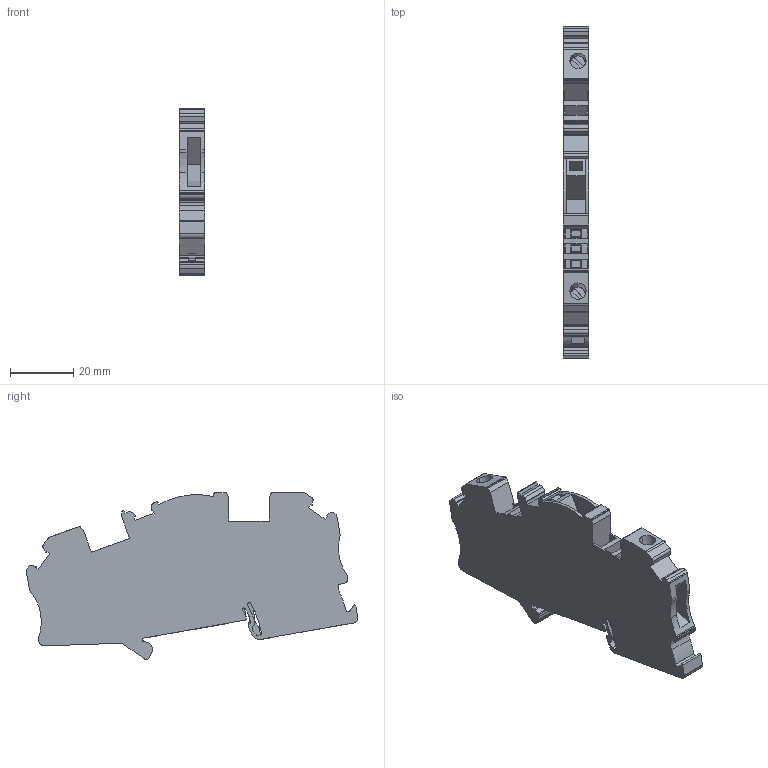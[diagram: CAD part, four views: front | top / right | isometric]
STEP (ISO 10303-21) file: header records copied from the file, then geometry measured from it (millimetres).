
FILE_DESCRIPTION(('STEP AP214'),'1');
FILE_NAME(' ',' ',('TraceParts'),('TraceParts S.A.'),'XStep 1.0',' ',' ');
FILE_SCHEMA(('automotive_design'));
Length unit declared in the file: millimetre
Products named in the file (1): NSYTRV62TTN
Bounding box: 8.15 x 105 x 52.79 mm (x, y, z)
Volume: 26290.5 mm3; surface area: 14072.8 mm2
Topology: 1 solids, 1 shells, 442 faces, 1208 edges, 784 vertices
Faces by surface type: plane 233, cylinder 157, cone 28, torus 24
Entity records: 14163 total; most frequent: CARTESIAN_POINT 2673, DIRECTION 2446, ORIENTED_EDGE 2416, EDGE_CURVE 1208, AXIS2_PLACEMENT_3D 841, VERTEX_POINT 784, LINE 764, VECTOR 764
